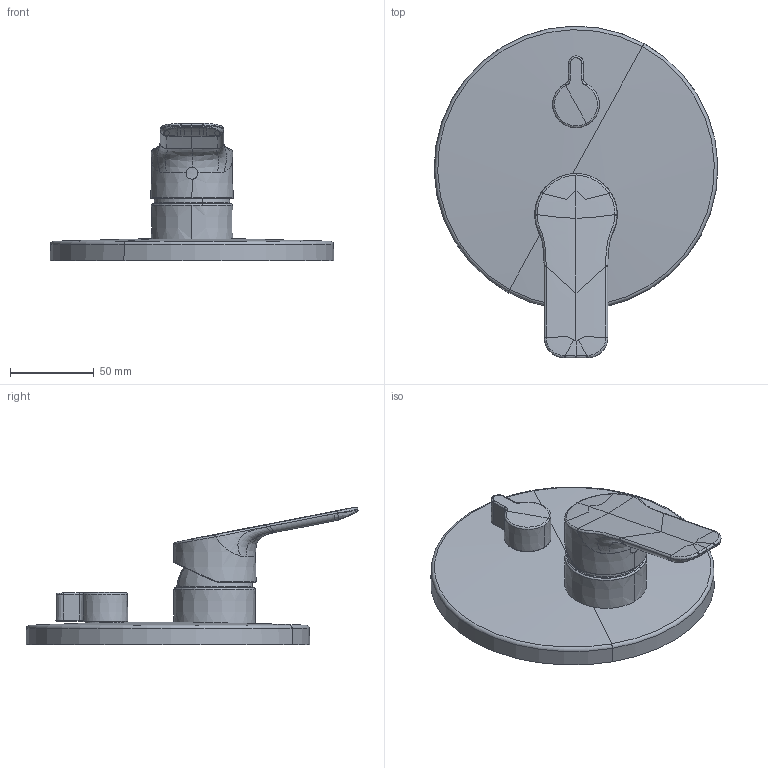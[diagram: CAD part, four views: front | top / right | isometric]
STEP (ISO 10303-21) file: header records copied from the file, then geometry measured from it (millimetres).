
FILE_DESCRIPTION (( 'STEP AP203' ), '1' );
FILE_NAME ('80559003(2022).STEP', '2022-10-05T10:33:48', ( '' ), ( '' ), 'SwSTEP 2.0', 'SolidWorks 2016', '' );
FILE_SCHEMA (( 'CONFIG_CONTROL_DESIGN' ));
Length unit declared in the file: millimetre
Products named in the file (1): 80559003(2022)
Bounding box: 169.95 x 198.81 x 82.29 mm (x, y, z)
Volume: 406520.6 mm3; surface area: 67224.6 mm2
Topology: 1 solids, 1 shells, 146 faces, 354 edges, 214 vertices
Faces by surface type: bspline 100, cylinder 15, torus 10, cone 9, plane 8, sphere 4
Entity records: 14337 total; most frequent: CARTESIAN_POINT 11620, ORIENTED_EDGE 708, EDGE_CURVE 354, DIRECTION 308, B_SPLINE_CURVE_WITH_KNOTS 222, VERTEX_POINT 214, EDGE_LOOP 150, FACE_OUTER_BOUND 146
